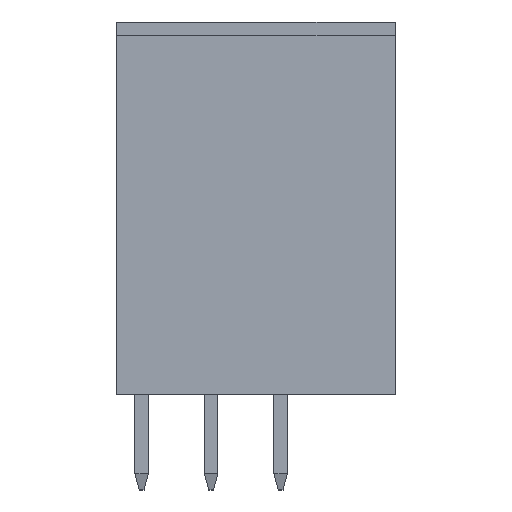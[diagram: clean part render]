
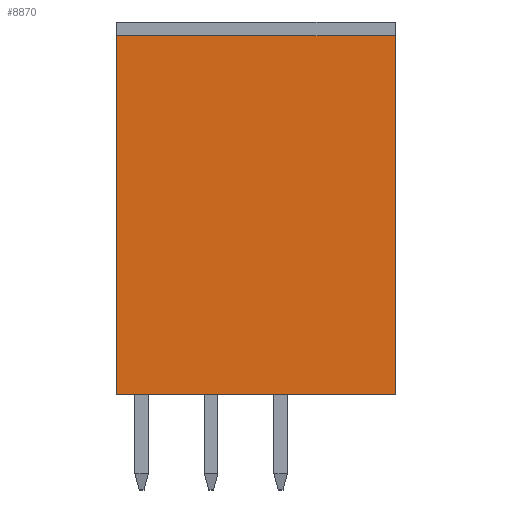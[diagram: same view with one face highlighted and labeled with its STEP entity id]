
A CAD part, front view. The second image highlights one B-rep face of the part: STEP entity #8870.
In plain terms, the highlighted planar face has unit normal (0, -1, 0).
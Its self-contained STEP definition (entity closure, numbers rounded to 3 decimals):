
#226 = EDGE_CURVE ( 'NONE', #18885, #5992, #7297, .T. ) ;
#1031 = ORIENTED_EDGE ( 'NONE', *, *, #20218, .T. ) ;
#1498 = CARTESIAN_POINT ( 'NONE',  ( 2.54, 0., -6.3 ) ) ;
#2264 = DIRECTION ( 'NONE',  ( -1., 0., 0. ) ) ;
#3587 = EDGE_CURVE ( 'NONE', #19503, #5992, #20917, .T. ) ;
#3615 = CARTESIAN_POINT ( 'NONE',  ( 5.08, 0., 6.8 ) ) ;
#4063 = AXIS2_PLACEMENT_3D ( 'NONE', #1498, #8435, #10123 ) ;
#4326 = CARTESIAN_POINT ( 'NONE',  ( -5.08, 0., -6.3 ) ) ;
#4567 = ORIENTED_EDGE ( 'NONE', *, *, #226, .F. ) ;
#5048 = LINE ( 'NONE', #6890, #8534 ) ;
#5410 = CARTESIAN_POINT ( 'NONE',  ( 5.08, 0., -6.3 ) ) ;
#5609 = LINE ( 'NONE', #10769, #18917 ) ;
#5992 = VERTEX_POINT ( 'NONE', #20323 ) ;
#6890 = CARTESIAN_POINT ( 'NONE',  ( 5.08, 0., 6.8 ) ) ;
#7297 = LINE ( 'NONE', #18916, #9213 ) ;
#8435 = DIRECTION ( 'NONE',  ( 0., 1., 0. ) ) ;
#8534 = VECTOR ( 'NONE', #17046, 1000. ) ;
#8839 = DIRECTION ( 'NONE',  ( -1., 0., 0. ) ) ;
#8870 = ADVANCED_FACE ( 'NONE', ( #12803 ), #21645, .F. ) ;
#9213 = VECTOR ( 'NONE', #8839, 1000. ) ;
#10123 = DIRECTION ( 'NONE',  ( 0., 0., 1. ) ) ;
#10188 = EDGE_LOOP ( 'NONE', ( #1031, #10720, #4567, #10946 ) ) ;
#10720 = ORIENTED_EDGE ( 'NONE', *, *, #3587, .T. ) ;
#10769 = CARTESIAN_POINT ( 'NONE',  ( 2.54, 0., 6.8 ) ) ;
#10946 = ORIENTED_EDGE ( 'NONE', *, *, #14162, .F. ) ;
#12803 = FACE_OUTER_BOUND ( 'NONE', #10188, .T. ) ;
#14162 = EDGE_CURVE ( 'NONE', #15094, #18885, #5048, .T. ) ;
#15094 = VERTEX_POINT ( 'NONE', #3615 ) ;
#15202 = CARTESIAN_POINT ( 'NONE',  ( -5.08, 0., 6.8 ) ) ;
#16306 = DIRECTION ( 'NONE',  ( 0., 0., -1. ) ) ;
#17046 = DIRECTION ( 'NONE',  ( 0., 0., -1. ) ) ;
#18885 = VERTEX_POINT ( 'NONE', #5410 ) ;
#18916 = CARTESIAN_POINT ( 'NONE',  ( 2.54, 0., -6.3 ) ) ;
#18917 = VECTOR ( 'NONE', #2264, 1000. ) ;
#19503 = VERTEX_POINT ( 'NONE', #15202 ) ;
#20218 = EDGE_CURVE ( 'NONE', #15094, #19503, #5609, .T. ) ;
#20323 = CARTESIAN_POINT ( 'NONE',  ( -5.08, 0., -6.3 ) ) ;
#20917 = LINE ( 'NONE', #4326, #22163 ) ;
#21645 = PLANE ( 'NONE',  #4063 ) ;
#22163 = VECTOR ( 'NONE', #16306, 1000. ) ;
